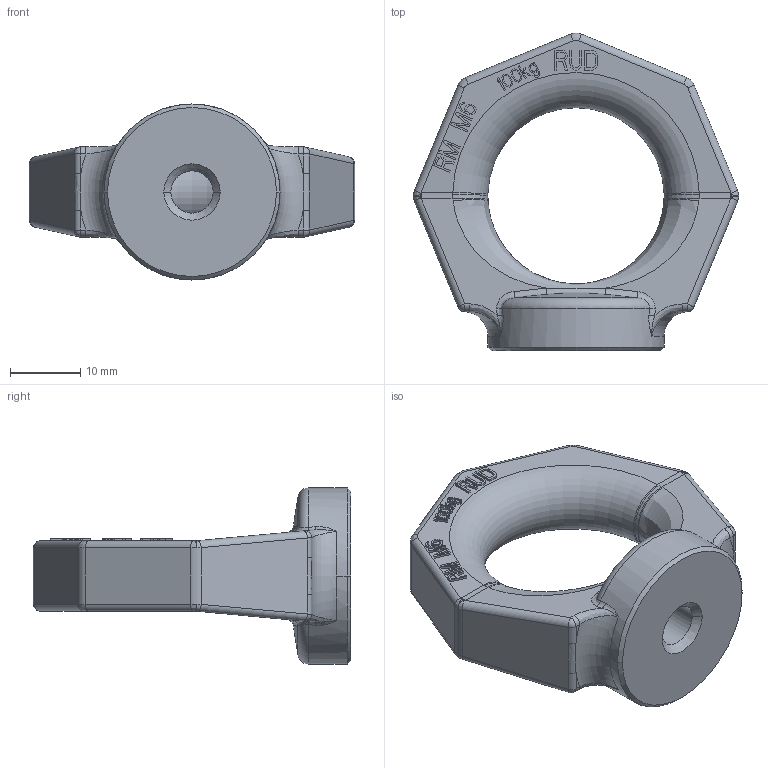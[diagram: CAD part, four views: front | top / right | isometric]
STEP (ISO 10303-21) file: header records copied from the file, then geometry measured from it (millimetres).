
FILE_DESCRIPTION((''),'2;1');
FILE_NAME('001-M31226-P-2','2004-10-07T',('Leichs'),(''),'PRO/ENGINEER BY PARAMETRIC TECHNOLOGY CORPORATION, 2001400','PRO/ENGINEER BY PARAMETRIC TECHNOLOGY CORPORATION, 2001400','');
FILE_SCHEMA(('CONFIG_CONTROL_DESIGN'));
Length unit declared in the file: millimetre
Products named in the file (1): 001-M31226-P-2
Bounding box: 46.21 x 45.1 x 25 mm (x, y, z)
Volume: 12168.7 mm3; surface area: 4771.6 mm2
Topology: 1 solids, 1 shells, 511 faces, 1382 edges, 890 vertices
Faces by surface type: plane 394, bspline 68, cylinder 34, cone 6, torus 5, sphere 4
Entity records: 18664 total; most frequent: CARTESIAN_POINT 6213, ORIENTED_EDGE 2764, DIRECTION 2266, EDGE_CURVE 1382, VECTOR 1140, LINE 1140, VERTEX_POINT 890, AXIS2_PLACEMENT_3D 563
